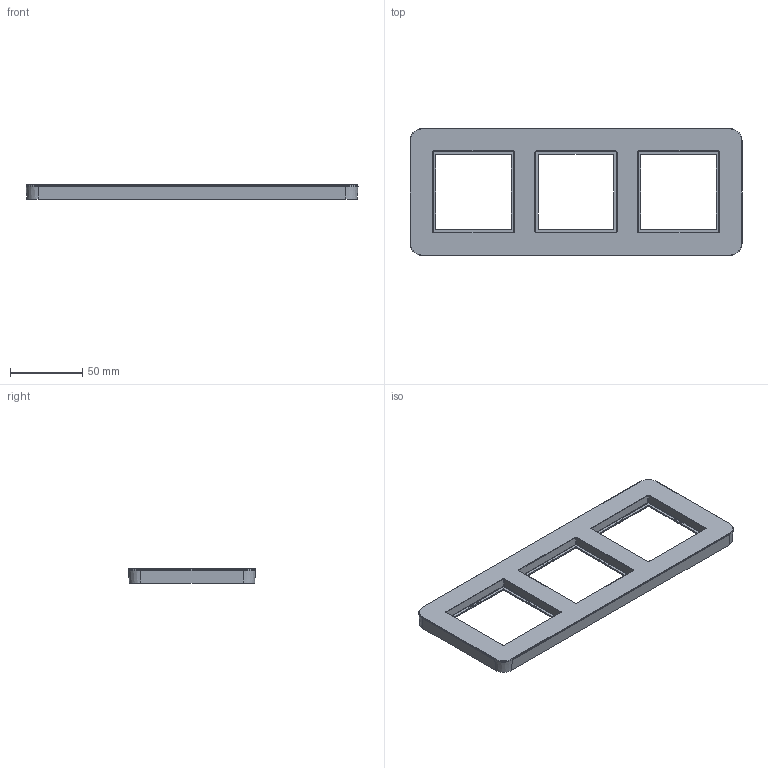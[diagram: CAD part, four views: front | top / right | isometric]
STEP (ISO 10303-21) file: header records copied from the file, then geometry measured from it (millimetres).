
FILE_DESCRIPTION((''),'2;1');
FILE_NAME('WAD9300_GEN_ASM','2025-03-19T10:27:30',('andolfs'),(''),'CREO PARAMETRIC BY PTC INC, 2023154','CREO PARAMETRIC BY PTC INC, 2023154','');
FILE_SCHEMA(('CONFIG_CONTROL_DESIGN','SHAPE_APPEARANCE_LAYERS_GROUPS'));
Products named in the file (3): W4G0107_18; W1A2434_GEN; WAD9300_GEN_ASM
Assembly tree (2 placements, depth 2):
  WAD9300_GEN_ASM
    W4G0107_18
    W1A2434_GEN
Bounding box: 230 x 88 x 10 mm (x, y, z)
Volume: 33409 mm3; surface area: 42893.9 mm2
Topology: 1 solids, 1 shells, 2911 faces, 7715 edges, 4978 vertices
Faces by surface type: plane 1229, extrusion 798, cylinder 394, bspline 294, sphere 96, torus 52, cone 36, revolution 12
Entity records: 141166 total; most frequent: CARTESIAN_POINT 46771, ORIENTED_EDGE 15430, DIRECTION 11013, PRESENTATION_STYLE_ASSIGNMENT 8203, STYLED_ITEM 8203, CURVE_STYLE 7715, EDGE_CURVE 7715, VECTOR 5321
